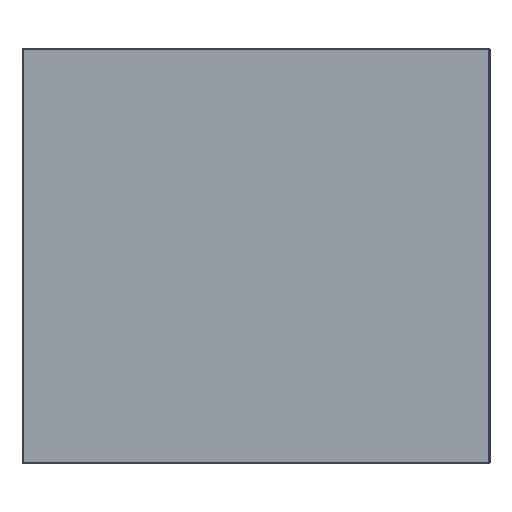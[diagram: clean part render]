
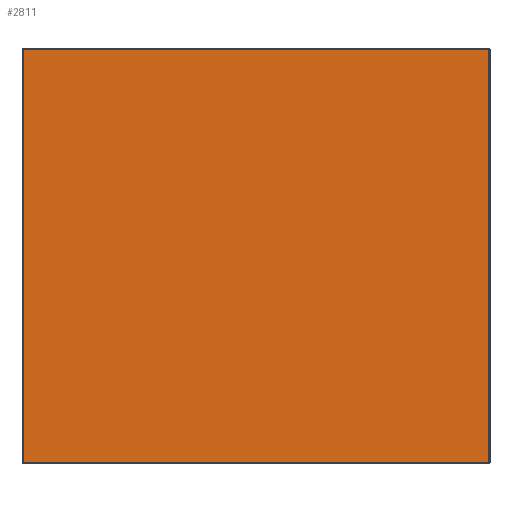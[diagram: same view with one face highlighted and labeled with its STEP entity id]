
A CAD part, left-side view. The second image highlights one B-rep face of the part: STEP entity #2811.
In plain terms, the highlighted planar face has unit normal (-1, 0, 0).
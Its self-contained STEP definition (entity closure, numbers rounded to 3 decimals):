
#247 = EDGE_CURVE ( 'NONE', #5066, #765, #3809, .T. ) ;
#658 = LINE ( 'NONE', #5393, #5068 ) ;
#668 = AXIS2_PLACEMENT_3D ( 'NONE', #2927, #4293, #3804 ) ;
#765 = VERTEX_POINT ( 'NONE', #1205 ) ;
#918 = DIRECTION ( 'NONE',  ( 0., 0., 1. ) ) ;
#939 = EDGE_LOOP ( 'NONE', ( #4120, #2064, #2008, #1846 ) ) ;
#1205 = CARTESIAN_POINT ( 'NONE',  ( -0.8, 0.002, 0.398 ) ) ;
#1656 = CARTESIAN_POINT ( 'NONE',  ( -0.8, 0., -0.398 ) ) ;
#1779 = VECTOR ( 'NONE', #5473, 1000. ) ;
#1846 = ORIENTED_EDGE ( 'NONE', *, *, #2072, .T. ) ;
#2008 = ORIENTED_EDGE ( 'NONE', *, *, #247, .T. ) ;
#2064 = ORIENTED_EDGE ( 'NONE', *, *, #2480, .T. ) ;
#2072 = EDGE_CURVE ( 'NONE', #765, #3476, #658, .T. ) ;
#2405 = VECTOR ( 'NONE', #918, 1000. ) ;
#2457 = LINE ( 'NONE', #4851, #3138 ) ;
#2480 = EDGE_CURVE ( 'NONE', #4406, #5066, #3513, .T. ) ;
#2497 = CARTESIAN_POINT ( 'NONE',  ( -0.8, 0.002, -0.398 ) ) ;
#2811 = ADVANCED_FACE ( 'NONE', ( #3893 ), #5829, .F. ) ;
#2927 = CARTESIAN_POINT ( 'NONE',  ( -0.8, 0.9, 0. ) ) ;
#3138 = VECTOR ( 'NONE', #4350, 1000. ) ;
#3173 = CARTESIAN_POINT ( 'NONE',  ( -0.8, 0.898, -0.398 ) ) ;
#3476 = VERTEX_POINT ( 'NONE', #4208 ) ;
#3513 = LINE ( 'NONE', #1656, #1779 ) ;
#3515 = DIRECTION ( 'NONE',  ( 0., 1., 0. ) ) ;
#3804 = DIRECTION ( 'NONE',  ( 0., 0., -1. ) ) ;
#3809 = LINE ( 'NONE', #5175, #2405 ) ;
#3893 = FACE_OUTER_BOUND ( 'NONE', #939, .T. ) ;
#3998 = EDGE_CURVE ( 'NONE', #3476, #4406, #2457, .T. ) ;
#4120 = ORIENTED_EDGE ( 'NONE', *, *, #3998, .T. ) ;
#4208 = CARTESIAN_POINT ( 'NONE',  ( -0.8, 0.898, 0.398 ) ) ;
#4293 = DIRECTION ( 'NONE',  ( 1., 0., 0. ) ) ;
#4350 = DIRECTION ( 'NONE',  ( 0., 0., -1. ) ) ;
#4406 = VERTEX_POINT ( 'NONE', #3173 ) ;
#4851 = CARTESIAN_POINT ( 'NONE',  ( -0.8, 0.898, -0.4 ) ) ;
#5066 = VERTEX_POINT ( 'NONE', #2497 ) ;
#5068 = VECTOR ( 'NONE', #3515, 1000. ) ;
#5175 = CARTESIAN_POINT ( 'NONE',  ( -0.8, 0.002, 0. ) ) ;
#5393 = CARTESIAN_POINT ( 'NONE',  ( -0.8, 0.9, 0.398 ) ) ;
#5473 = DIRECTION ( 'NONE',  ( 0., -1., 0. ) ) ;
#5829 = PLANE ( 'NONE',  #668 ) ;
